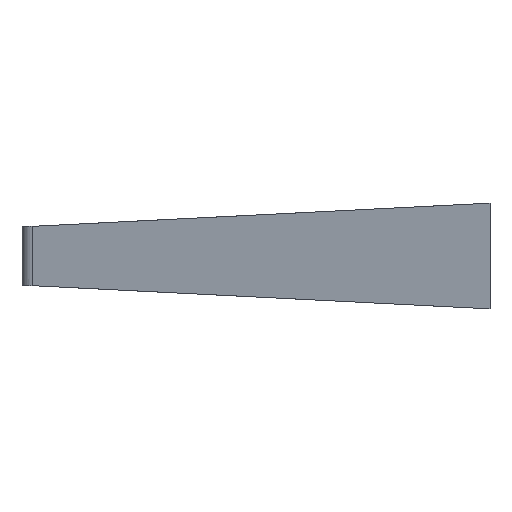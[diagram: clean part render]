
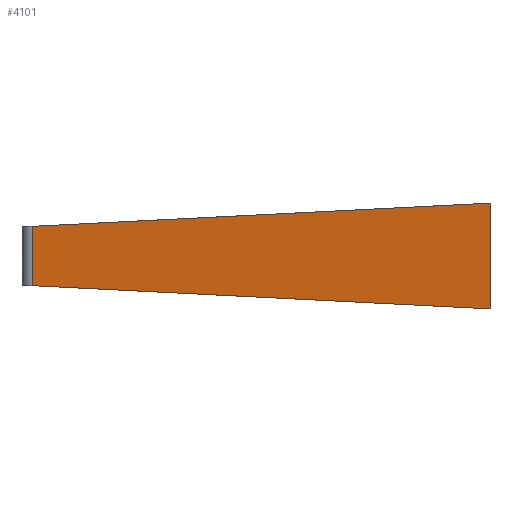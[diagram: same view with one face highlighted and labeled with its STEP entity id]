
A CAD part, left-side view. The second image highlights one B-rep face of the part: STEP entity #4101.
In plain terms, the highlighted planar face has unit normal (-0.985, 0.174, 0).
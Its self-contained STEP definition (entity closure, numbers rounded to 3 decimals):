
#30=PLANE('',#4346);
#429=ORIENTED_EDGE('',*,*,#1683,.F.);
#430=ORIENTED_EDGE('',*,*,#1685,.T.);
#431=ORIENTED_EDGE('',*,*,#1629,.T.);
#432=ORIENTED_EDGE('',*,*,#1686,.T.);
#1629=EDGE_CURVE('',#2265,#2266,#2689,.T.);
#1683=EDGE_CURVE('',#2303,#2304,#2725,.T.);
#1685=EDGE_CURVE('',#2303,#2265,#2727,.T.);
#1686=EDGE_CURVE('',#2266,#2304,#2728,.T.);
#2265=VERTEX_POINT('',#6030);
#2266=VERTEX_POINT('',#6031);
#2303=VERTEX_POINT('',#6137);
#2304=VERTEX_POINT('',#6139);
#2689=LINE('',#6029,#3107);
#2725=LINE('',#6138,#3143);
#2727=LINE('',#6142,#3145);
#2728=LINE('',#6143,#3146);
#3107=VECTOR('',#4747,1000.);
#3143=VECTOR('',#4851,1000.);
#3145=VECTOR('',#4855,1000.);
#3146=VECTOR('',#4856,1000.);
#3542=EDGE_LOOP('',(#429,#430,#431,#432));
#3774=FACE_BOUND('',#3542,.T.);
#4101=ADVANCED_FACE('',(#3774),#30,.F.);
#4346=AXIS2_PLACEMENT_3D('',#6141,#4853,#4854);
#4747=DIRECTION('',(0.,0.,-1.));
#4851=DIRECTION('',(0.,0.,-1.));
#4853=DIRECTION('',(0.985,-0.174,0.));
#4854=DIRECTION('',(0.174,0.985,0.));
#4855=DIRECTION('',(0.173,0.984,-0.05));
#4856=DIRECTION('',(-0.173,-0.984,-0.05));
#6029=CARTESIAN_POINT('',(-2.462,92.434,15.669));
#6030=CARTESIAN_POINT('',(-2.462,92.434,5.986));
#6031=CARTESIAN_POINT('',(-2.462,92.434,-5.986));
#6137=CARTESIAN_POINT('',(-18.761,0.,10.669));
#6138=CARTESIAN_POINT('',(-18.761,0.,15.669));
#6139=CARTESIAN_POINT('',(-18.761,0.,-10.669));
#6141=CARTESIAN_POINT('',(-2.462,92.434,15.669));
#6142=CARTESIAN_POINT('',(-2.546,91.96,6.01));
#6143=CARTESIAN_POINT('',(-2.275,93.495,-5.932));
